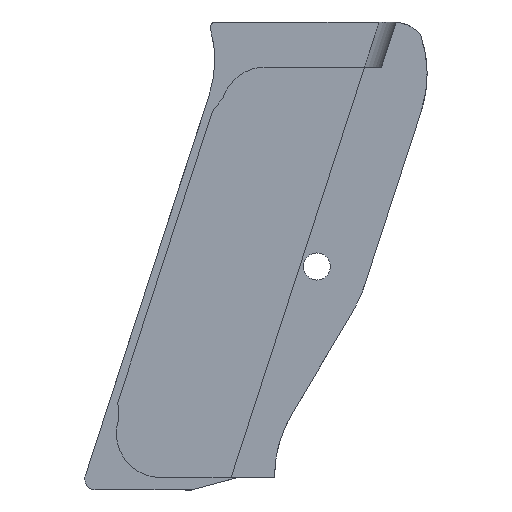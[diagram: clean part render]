
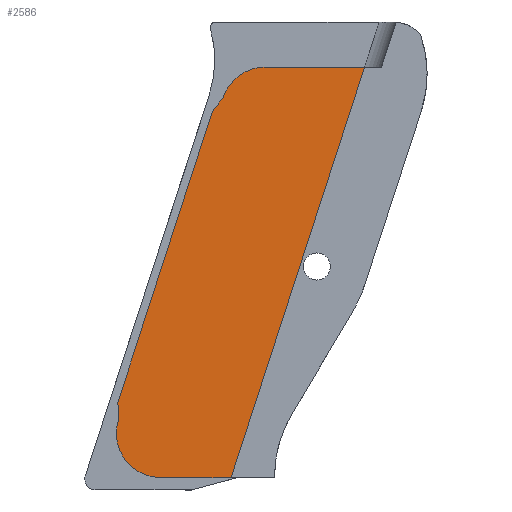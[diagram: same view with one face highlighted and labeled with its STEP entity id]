
A CAD part, front view. The second image highlights one B-rep face of the part: STEP entity #2586.
In plain terms, the highlighted planar face has unit normal (0, -1, 0).
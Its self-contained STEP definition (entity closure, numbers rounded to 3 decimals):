
#18 = CARTESIAN_POINT ( 'NONE',  ( 7.114, -2., 0. ) ) ;
#128 = LINE ( 'NONE', #1165, #1820 ) ;
#165 = DIRECTION ( 'NONE',  ( 0., 0., -1. ) ) ;
#178 = VECTOR ( 'NONE', #2713, 1000. ) ;
#191 = EDGE_CURVE ( 'NONE', #256, #3580, #346, .T. ) ;
#256 = VERTEX_POINT ( 'NONE', #3943 ) ;
#266 = ORIENTED_EDGE ( 'NONE', *, *, #2783, .F. ) ;
#346 = LINE ( 'NONE', #4616, #3311 ) ;
#353 = VERTEX_POINT ( 'NONE', #18 ) ;
#385 = EDGE_CURVE ( 'NONE', #850, #3031, #2537, .T. ) ;
#392 = CARTESIAN_POINT ( 'NONE',  ( 0.8, -2., -75.85 ) ) ;
#850 = VERTEX_POINT ( 'NONE', #1378 ) ;
#980 = ORIENTED_EDGE ( 'NONE', *, *, #3648, .F. ) ;
#1138 = EDGE_CURVE ( 'NONE', #3031, #1868, #128, .T. ) ;
#1160 = CIRCLE ( 'NONE', #3768, 8.204 ) ;
#1165 = CARTESIAN_POINT ( 'NONE',  ( -24.645, -2., -75.85 ) ) ;
#1196 = EDGE_CURVE ( 'NONE', #353, #850, #4484, .T. ) ;
#1281 = CARTESIAN_POINT ( 'NONE',  ( 0., -2., 0. ) ) ;
#1284 = VERTEX_POINT ( 'NONE', #2363 ) ;
#1378 = CARTESIAN_POINT ( 'NONE',  ( 25.445, -2., 0. ) ) ;
#1395 = DIRECTION ( 'NONE',  ( 0., 1., 0. ) ) ;
#1454 = EDGE_CURVE ( 'NONE', #3580, #1284, #2299, .T. ) ;
#1516 = ORIENTED_EDGE ( 'NONE', *, *, #1454, .F. ) ;
#1539 = DIRECTION ( 'NONE',  ( 0., 1., 0. ) ) ;
#1573 = DIRECTION ( 'NONE',  ( -1., 0., 0. ) ) ;
#1653 = CARTESIAN_POINT ( 'NONE',  ( -24.645, -2., -75.85 ) ) ;
#1700 = ORIENTED_EDGE ( 'NONE', *, *, #3438, .F. ) ;
#1730 = CARTESIAN_POINT ( 'NONE',  ( 0.8, -2., -75.85 ) ) ;
#1820 = VECTOR ( 'NONE', #1573, 1000. ) ;
#1868 = VERTEX_POINT ( 'NONE', #2186 ) ;
#1897 = VECTOR ( 'NONE', #2846, 1000. ) ;
#2022 = CARTESIAN_POINT ( 'NONE',  ( 0., -2., 0. ) ) ;
#2050 = VECTOR ( 'NONE', #3858, 1000. ) ;
#2186 = CARTESIAN_POINT ( 'NONE',  ( -12.2, -2., -75.85 ) ) ;
#2247 = CARTESIAN_POINT ( 'NONE',  ( -20.114, -2., -61.905 ) ) ;
#2299 = LINE ( 'NONE', #1653, #3981 ) ;
#2363 = CARTESIAN_POINT ( 'NONE',  ( -2.663, -2., -8.196 ) ) ;
#2537 = LINE ( 'NONE', #392, #1897 ) ;
#2586 = ADVANCED_FACE ( 'NONE', ( #3749 ), #3488, .T. ) ;
#2713 = DIRECTION ( 'NONE',  ( 1., 0., 0. ) ) ;
#2783 = EDGE_CURVE ( 'NONE', #3949, #353, #4581, .T. ) ;
#2846 = DIRECTION ( 'NONE',  ( -0.309, 0., -0.951 ) ) ;
#2863 = AXIS2_PLACEMENT_3D ( 'NONE', #2022, #4534, #3440 ) ;
#2871 = DIRECTION ( 'NONE',  ( -0.035, 0., 0.999 ) ) ;
#2880 = EDGE_LOOP ( 'NONE', ( #266, #980, #1516, #4246, #1700, #3951, #3726, #4512 ) ) ;
#2882 = CARTESIAN_POINT ( 'NONE',  ( 7.114, -2., -8.204 ) ) ;
#2950 = AXIS2_PLACEMENT_3D ( 'NONE', #2882, #1395, #3582 ) ;
#3031 = VERTEX_POINT ( 'NONE', #1730 ) ;
#3302 = CARTESIAN_POINT ( 'NONE',  ( -12.2, -2., -67.646 ) ) ;
#3311 = VECTOR ( 'NONE', #2871, 1000. ) ;
#3391 = DIRECTION ( 'NONE',  ( 0.309, 0., 0.951 ) ) ;
#3429 = CARTESIAN_POINT ( 'NONE',  ( -0.689, -2., -5.669 ) ) ;
#3438 = EDGE_CURVE ( 'NONE', #1868, #256, #1160, .T. ) ;
#3440 = DIRECTION ( 'NONE',  ( 0., 0., -1. ) ) ;
#3488 = PLANE ( 'NONE',  #2863 ) ;
#3580 = VERTEX_POINT ( 'NONE', #2247 ) ;
#3582 = DIRECTION ( 'NONE',  ( 0., 0., -1. ) ) ;
#3648 = EDGE_CURVE ( 'NONE', #1284, #3949, #4528, .T. ) ;
#3726 = ORIENTED_EDGE ( 'NONE', *, *, #385, .F. ) ;
#3749 = FACE_OUTER_BOUND ( 'NONE', #2880, .T. ) ;
#3768 = AXIS2_PLACEMENT_3D ( 'NONE', #3302, #1539, #165 ) ;
#3858 = DIRECTION ( 'NONE',  ( 0.616, 0., 0.788 ) ) ;
#3943 = CARTESIAN_POINT ( 'NONE',  ( -20.002, -2., -65.111 ) ) ;
#3949 = VERTEX_POINT ( 'NONE', #3429 ) ;
#3951 = ORIENTED_EDGE ( 'NONE', *, *, #1138, .F. ) ;
#3981 = VECTOR ( 'NONE', #3391, 1000. ) ;
#4246 = ORIENTED_EDGE ( 'NONE', *, *, #191, .F. ) ;
#4456 = CARTESIAN_POINT ( 'NONE',  ( 2.323, -2., -1.815 ) ) ;
#4484 = LINE ( 'NONE', #1281, #178 ) ;
#4512 = ORIENTED_EDGE ( 'NONE', *, *, #1196, .F. ) ;
#4528 = LINE ( 'NONE', #4456, #2050 ) ;
#4534 = DIRECTION ( 'NONE',  ( 0., -1., 0. ) ) ;
#4581 = CIRCLE ( 'NONE', #2950, 8.204 ) ;
#4616 = CARTESIAN_POINT ( 'NONE',  ( -22.249, -2., -0.777 ) ) ;
